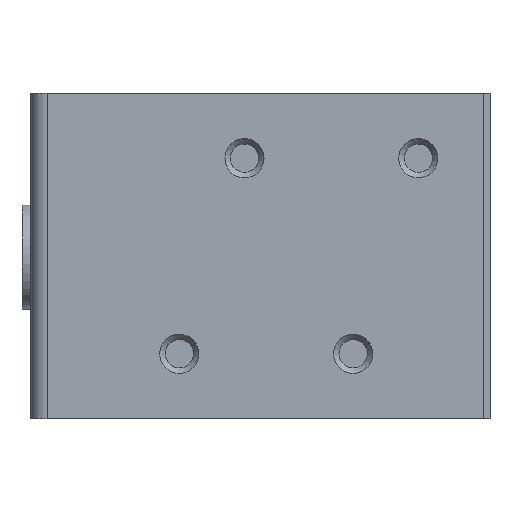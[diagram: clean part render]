
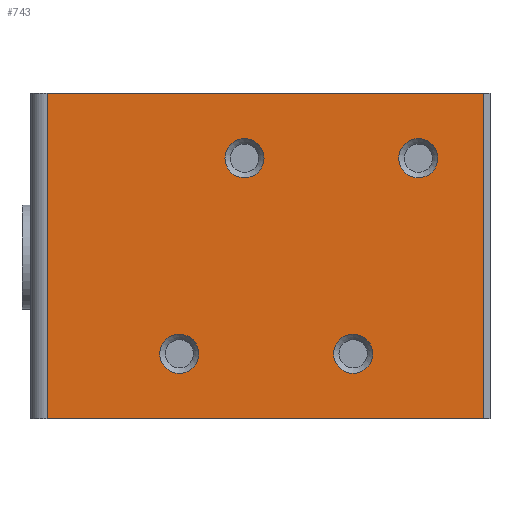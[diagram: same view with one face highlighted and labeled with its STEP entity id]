
A CAD part, left-side view. The second image highlights one B-rep face of the part: STEP entity #743.
In plain terms, the highlighted face is planar.
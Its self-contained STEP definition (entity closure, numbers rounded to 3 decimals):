
#42=FACE_BOUND('',#152,.T.);
#43=FACE_BOUND('',#153,.T.);
#44=FACE_BOUND('',#154,.T.);
#45=FACE_BOUND('',#155,.T.);
#62=PLANE('',#908);
#110=FACE_OUTER_BOUND('',#151,.T.);
#151=EDGE_LOOP('',(#631,#632,#633,#634));
#152=EDGE_LOOP('',(#635,#636));
#153=EDGE_LOOP('',(#637,#638));
#154=EDGE_LOOP('',(#639,#640));
#155=EDGE_LOOP('',(#641,#642));
#212=LINE('',#1339,#267);
#213=LINE('',#1341,#268);
#214=LINE('',#1343,#269);
#215=LINE('',#1344,#270);
#267=VECTOR('',#1106,10.);
#268=VECTOR('',#1107,10.);
#269=VECTOR('',#1108,10.);
#270=VECTOR('',#1109,10.);
#300=CIRCLE('',#881,4.5);
#301=CIRCLE('',#882,4.5);
#305=CIRCLE('',#888,4.5);
#306=CIRCLE('',#889,4.5);
#310=CIRCLE('',#895,4.5);
#311=CIRCLE('',#896,4.5);
#315=CIRCLE('',#902,4.5);
#316=CIRCLE('',#903,4.5);
#365=VERTEX_POINT('',#1281);
#366=VERTEX_POINT('',#1282);
#370=VERTEX_POINT('',#1295);
#371=VERTEX_POINT('',#1296);
#375=VERTEX_POINT('',#1309);
#376=VERTEX_POINT('',#1310);
#380=VERTEX_POINT('',#1323);
#381=VERTEX_POINT('',#1324);
#385=VERTEX_POINT('',#1337);
#386=VERTEX_POINT('',#1338);
#387=VERTEX_POINT('',#1340);
#388=VERTEX_POINT('',#1342);
#450=EDGE_CURVE('',#365,#366,#300,.T.);
#451=EDGE_CURVE('',#366,#365,#301,.T.);
#457=EDGE_CURVE('',#370,#371,#305,.T.);
#458=EDGE_CURVE('',#371,#370,#306,.T.);
#464=EDGE_CURVE('',#375,#376,#310,.T.);
#465=EDGE_CURVE('',#376,#375,#311,.T.);
#471=EDGE_CURVE('',#380,#381,#315,.T.);
#472=EDGE_CURVE('',#381,#380,#316,.T.);
#478=EDGE_CURVE('',#385,#386,#212,.T.);
#479=EDGE_CURVE('',#387,#386,#213,.T.);
#480=EDGE_CURVE('',#387,#388,#214,.T.);
#481=EDGE_CURVE('',#388,#385,#215,.T.);
#631=ORIENTED_EDGE('',*,*,#478,.T.);
#632=ORIENTED_EDGE('',*,*,#479,.F.);
#633=ORIENTED_EDGE('',*,*,#480,.T.);
#634=ORIENTED_EDGE('',*,*,#481,.T.);
#635=ORIENTED_EDGE('',*,*,#450,.T.);
#636=ORIENTED_EDGE('',*,*,#451,.T.);
#637=ORIENTED_EDGE('',*,*,#457,.T.);
#638=ORIENTED_EDGE('',*,*,#458,.T.);
#639=ORIENTED_EDGE('',*,*,#464,.T.);
#640=ORIENTED_EDGE('',*,*,#465,.T.);
#641=ORIENTED_EDGE('',*,*,#471,.T.);
#642=ORIENTED_EDGE('',*,*,#472,.T.);
#743=ADVANCED_FACE('',(#110,#42,#43,#44,#45),#62,.T.);
#881=AXIS2_PLACEMENT_3D('',#1283,#1042,#1043);
#882=AXIS2_PLACEMENT_3D('',#1284,#1044,#1045);
#888=AXIS2_PLACEMENT_3D('',#1297,#1058,#1059);
#889=AXIS2_PLACEMENT_3D('',#1298,#1060,#1061);
#895=AXIS2_PLACEMENT_3D('',#1311,#1074,#1075);
#896=AXIS2_PLACEMENT_3D('',#1312,#1076,#1077);
#902=AXIS2_PLACEMENT_3D('',#1325,#1090,#1091);
#903=AXIS2_PLACEMENT_3D('',#1326,#1092,#1093);
#908=AXIS2_PLACEMENT_3D('',#1336,#1104,#1105);
#1042=DIRECTION('center_axis',(-1.,0.,0.));
#1043=DIRECTION('ref_axis',(0.,0.,-1.));
#1044=DIRECTION('center_axis',(-1.,0.,0.));
#1045=DIRECTION('ref_axis',(0.,0.,-1.));
#1058=DIRECTION('center_axis',(-1.,0.,0.));
#1059=DIRECTION('ref_axis',(0.,0.,-1.));
#1060=DIRECTION('center_axis',(-1.,0.,0.));
#1061=DIRECTION('ref_axis',(0.,0.,-1.));
#1074=DIRECTION('center_axis',(-1.,0.,0.));
#1075=DIRECTION('ref_axis',(0.,0.,-1.));
#1076=DIRECTION('center_axis',(-1.,0.,0.));
#1077=DIRECTION('ref_axis',(0.,0.,-1.));
#1090=DIRECTION('center_axis',(-1.,0.,0.));
#1091=DIRECTION('ref_axis',(0.,0.,-1.));
#1092=DIRECTION('center_axis',(-1.,0.,0.));
#1093=DIRECTION('ref_axis',(0.,0.,-1.));
#1104=DIRECTION('center_axis',(1.,0.,0.));
#1105=DIRECTION('ref_axis',(0.,0.,-1.));
#1106=DIRECTION('',(0.,-1.,0.));
#1107=DIRECTION('',(0.,0.,1.));
#1108=DIRECTION('',(0.,1.,0.));
#1109=DIRECTION('',(0.,0.,1.));
#1281=CARTESIAN_POINT('',(169.721,180.977,55.5));
#1282=CARTESIAN_POINT('',(169.721,180.977,64.5));
#1283=CARTESIAN_POINT('Origin',(169.721,180.977,60.));
#1284=CARTESIAN_POINT('Origin',(169.721,180.977,60.));
#1295=CARTESIAN_POINT('',(169.721,220.977,55.5));
#1296=CARTESIAN_POINT('',(169.721,220.977,64.5));
#1297=CARTESIAN_POINT('Origin',(169.721,220.977,60.));
#1298=CARTESIAN_POINT('Origin',(169.721,220.977,60.));
#1309=CARTESIAN_POINT('',(169.721,205.977,10.5));
#1310=CARTESIAN_POINT('',(169.721,205.977,19.5));
#1311=CARTESIAN_POINT('Origin',(169.721,205.977,15.));
#1312=CARTESIAN_POINT('Origin',(169.721,205.977,15.));
#1323=CARTESIAN_POINT('',(169.721,165.977,10.5));
#1324=CARTESIAN_POINT('',(169.721,165.977,19.5));
#1325=CARTESIAN_POINT('Origin',(169.721,165.977,15.));
#1326=CARTESIAN_POINT('Origin',(169.721,165.977,15.));
#1336=CARTESIAN_POINT('Origin',(169.721,251.377,0.));
#1337=CARTESIAN_POINT('',(169.721,251.377,75.));
#1338=CARTESIAN_POINT('',(169.721,150.977,75.));
#1339=CARTESIAN_POINT('',(169.721,150.977,75.));
#1340=CARTESIAN_POINT('',(169.721,150.977,0.));
#1341=CARTESIAN_POINT('',(169.721,150.977,0.));
#1342=CARTESIAN_POINT('',(169.721,251.377,0.));
#1343=CARTESIAN_POINT('',(169.721,150.977,0.));
#1344=CARTESIAN_POINT('',(169.721,251.377,0.));
